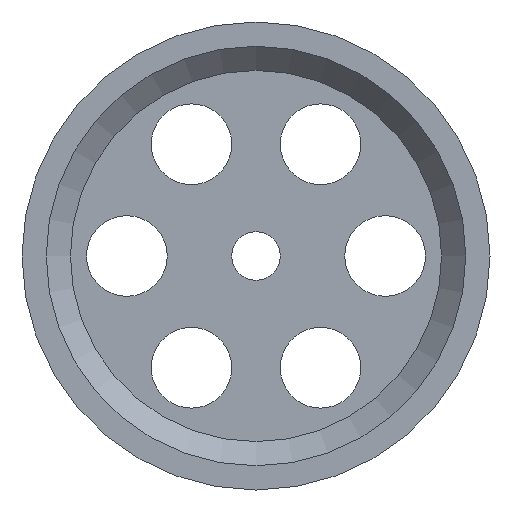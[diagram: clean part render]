
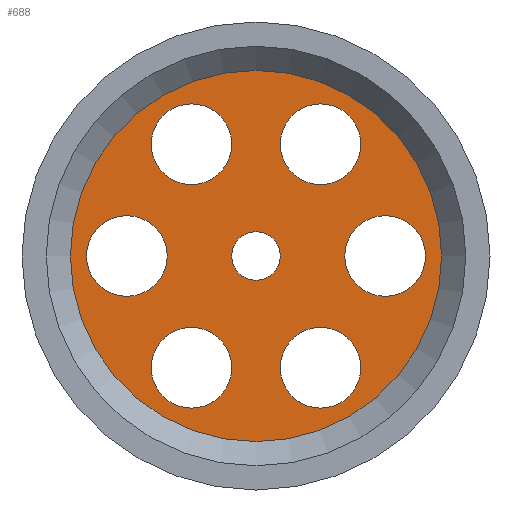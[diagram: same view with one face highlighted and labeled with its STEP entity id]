
A CAD part, front view. The second image highlights one B-rep face of the part: STEP entity #688.
In plain terms, the highlighted planar face has unit normal (0, -1, 0).
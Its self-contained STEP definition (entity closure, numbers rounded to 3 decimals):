
#55=FACE_BOUND('',#328,.T.);
#56=FACE_BOUND('',#329,.T.);
#57=FACE_BOUND('',#330,.T.);
#58=FACE_BOUND('',#331,.T.);
#59=FACE_BOUND('',#332,.T.);
#60=FACE_BOUND('',#333,.T.);
#61=FACE_BOUND('',#334,.T.);
#81=CIRCLE('',#711,2.5);
#83=CIRCLE('',#714,2.5);
#85=CIRCLE('',#717,2.5);
#87=CIRCLE('',#720,2.5);
#89=CIRCLE('',#723,2.5);
#91=CIRCLE('',#726,2.5);
#125=CIRCLE('',#791,11.5);
#126=CIRCLE('',#793,1.5);
#237=FACE_OUTER_BOUND('',#327,.T.);
#327=EDGE_LOOP('',(#586));
#328=EDGE_LOOP('',(#587));
#329=EDGE_LOOP('',(#588));
#330=EDGE_LOOP('',(#589));
#331=EDGE_LOOP('',(#590));
#332=EDGE_LOOP('',(#591));
#333=EDGE_LOOP('',(#592));
#334=EDGE_LOOP('',(#593));
#382=VERTEX_POINT('',#1063);
#384=VERTEX_POINT('',#1068);
#386=VERTEX_POINT('',#1073);
#388=VERTEX_POINT('',#1078);
#390=VERTEX_POINT('',#1083);
#392=VERTEX_POINT('',#1088);
#426=VERTEX_POINT('',#1187);
#427=VERTEX_POINT('',#1190);
#444=EDGE_CURVE('',#382,#382,#81,.T.);
#446=EDGE_CURVE('',#384,#384,#83,.T.);
#448=EDGE_CURVE('',#386,#386,#85,.T.);
#450=EDGE_CURVE('',#388,#388,#87,.T.);
#452=EDGE_CURVE('',#390,#390,#89,.T.);
#454=EDGE_CURVE('',#392,#392,#91,.T.);
#488=EDGE_CURVE('',#426,#426,#125,.T.);
#489=EDGE_CURVE('',#427,#427,#126,.T.);
#586=ORIENTED_EDGE('',*,*,#488,.T.);
#587=ORIENTED_EDGE('',*,*,#444,.T.);
#588=ORIENTED_EDGE('',*,*,#446,.T.);
#589=ORIENTED_EDGE('',*,*,#448,.T.);
#590=ORIENTED_EDGE('',*,*,#450,.T.);
#591=ORIENTED_EDGE('',*,*,#452,.T.);
#592=ORIENTED_EDGE('',*,*,#454,.T.);
#593=ORIENTED_EDGE('',*,*,#489,.F.);
#641=PLANE('',#792);
#688=ADVANCED_FACE('',(#237,#55,#56,#57,#58,#59,#60,#61),#641,.T.);
#711=AXIS2_PLACEMENT_3D('',#1064,#842,#843);
#714=AXIS2_PLACEMENT_3D('',#1069,#848,#849);
#717=AXIS2_PLACEMENT_3D('',#1074,#854,#855);
#720=AXIS2_PLACEMENT_3D('',#1079,#860,#861);
#723=AXIS2_PLACEMENT_3D('',#1084,#866,#867);
#726=AXIS2_PLACEMENT_3D('',#1089,#872,#873);
#791=AXIS2_PLACEMENT_3D('',#1188,#1002,#1003);
#792=AXIS2_PLACEMENT_3D('',#1189,#1004,#1005);
#793=AXIS2_PLACEMENT_3D('',#1191,#1006,#1007);
#842=DIRECTION('center_axis',(0.,1.,0.));
#843=DIRECTION('ref_axis',(-0.5,0.,0.866));
#848=DIRECTION('center_axis',(0.,1.,0.));
#849=DIRECTION('ref_axis',(0.5,0.,0.866));
#854=DIRECTION('center_axis',(0.,1.,0.));
#855=DIRECTION('ref_axis',(1.,0.,0.));
#860=DIRECTION('center_axis',(0.,1.,0.));
#861=DIRECTION('ref_axis',(0.5,0.,-0.866));
#866=DIRECTION('center_axis',(0.,1.,0.));
#867=DIRECTION('ref_axis',(-0.5,0.,-0.866));
#872=DIRECTION('center_axis',(0.,1.,0.));
#873=DIRECTION('ref_axis',(-1.,0.,0.));
#1002=DIRECTION('center_axis',(0.,-1.,0.));
#1003=DIRECTION('ref_axis',(1.,0.,0.));
#1004=DIRECTION('center_axis',(0.,-1.,0.));
#1005=DIRECTION('ref_axis',(0.,0.,-1.));
#1006=DIRECTION('center_axis',(0.,-1.,0.));
#1007=DIRECTION('ref_axis',(1.,0.,0.));
#1063=CARTESIAN_POINT('',(5.25,14.5,-9.093));
#1064=CARTESIAN_POINT('Origin',(4.,14.5,-6.928));
#1068=CARTESIAN_POINT('',(-5.25,14.5,-9.093));
#1069=CARTESIAN_POINT('Origin',(-4.,14.5,-6.928));
#1073=CARTESIAN_POINT('',(-10.5,14.5,0.));
#1074=CARTESIAN_POINT('Origin',(-8.,14.5,0.));
#1078=CARTESIAN_POINT('',(-5.25,14.5,9.093));
#1079=CARTESIAN_POINT('Origin',(-4.,14.5,6.928));
#1083=CARTESIAN_POINT('',(5.25,14.5,9.093));
#1084=CARTESIAN_POINT('Origin',(4.,14.5,6.928));
#1088=CARTESIAN_POINT('',(10.5,14.5,0.));
#1089=CARTESIAN_POINT('Origin',(8.,14.5,0.));
#1187=CARTESIAN_POINT('',(11.5,14.5,0.));
#1188=CARTESIAN_POINT('Origin',(0.,14.5,0.));
#1189=CARTESIAN_POINT('Origin',(1.5,14.5,0.));
#1190=CARTESIAN_POINT('',(1.5,14.5,0.));
#1191=CARTESIAN_POINT('Origin',(0.,14.5,0.));
